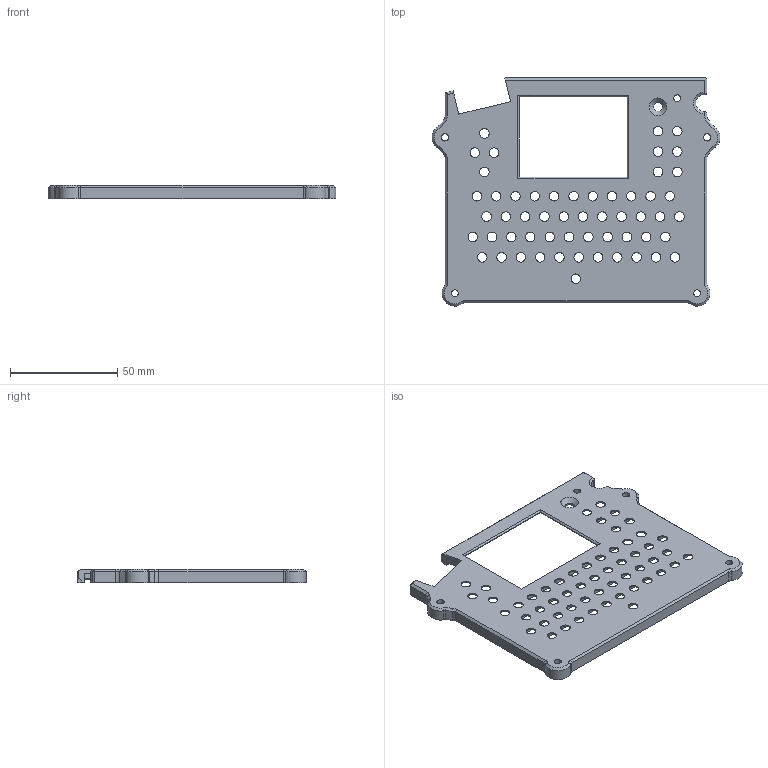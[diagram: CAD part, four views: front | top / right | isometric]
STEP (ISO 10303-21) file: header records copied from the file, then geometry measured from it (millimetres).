
FILE_DESCRIPTION(/* description */ (''),/* implementation_level */ '2;1');
FILE_NAME(/* name */ 'Badge Top Cover.stp',/* time_stamp */ '2018-11-05T21:35:55-08:00',/* author */ ('paddy'),/* organization */ (''),/* preprocessor_version */ 'ST-DEVELOPER v17',/* originating_system */ 'Autodesk Inventor 2019',/* authorisation */ '');
FILE_SCHEMA (('AUTOMOTIVE_DESIGN { 1 0 10303 214 3 1 1 }'));
Length unit declared in the file: millimetre
Products named in the file (1): Badge Top Cover
Bounding box: 134.43 x 106.52 x 6.14 mm (x, y, z)
Volume: 16820 mm3; surface area: 30309.7 mm2
Topology: 1 solids, 1 shells, 466 faces, 1359 edges, 907 vertices
Faces by surface type: plane 220, bspline 113, cylinder 105, cone 28
Full cylindrical faces by diameter (mm): 3.2 x3, 3.4 x2, 4.25 x1, 4.445 x55, 5.7 x1
Entity records: 17199 total; most frequent: CARTESIAN_POINT 5043, ORIENTED_EDGE 2714, DIRECTION 2144, EDGE_CURVE 1357, VERTEX_POINT 907, LINE 820, VECTOR 820, AXIS2_PLACEMENT_3D 662
